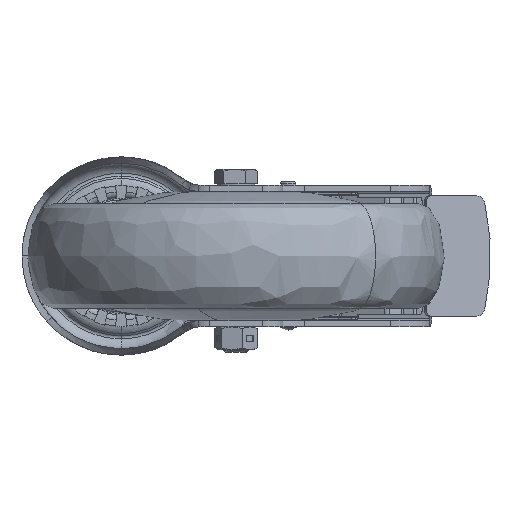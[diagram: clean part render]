
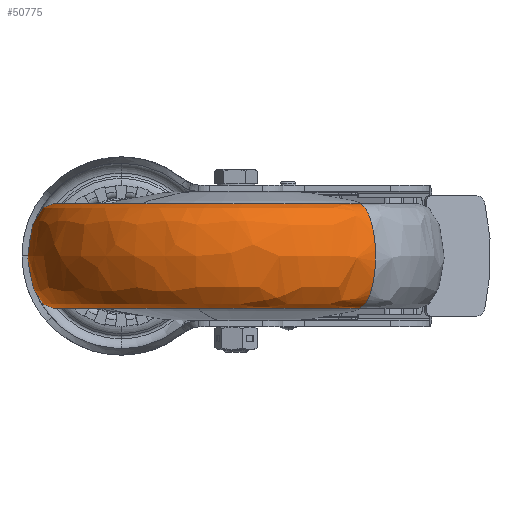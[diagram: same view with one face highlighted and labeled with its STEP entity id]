
A CAD part, front view. The second image highlights one B-rep face of the part: STEP entity #50775.
In plain terms, the highlighted free-form (B-spline) face has degree [3, 3] with [4, 4] control points.
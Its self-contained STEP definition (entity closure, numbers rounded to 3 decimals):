
#4154 = DIRECTION ( 'NONE',  ( -0.668, 0.744, 0. ) ) ;
#5608 = CARTESIAN_POINT ( 'NONE',  ( -16.675, -313.055, -25. ) ) ;
#5953 = CARTESIAN_POINT ( 'NONE',  ( 113.487, -196.081, -25. ) ) ;
#8978 = CIRCLE ( 'NONE', #11155, 87.5 ) ;
#10045 = ORIENTED_EDGE ( 'NONE', *, *, #50408, .F. ) ;
#10429 = CARTESIAN_POINT ( 'NONE',  ( -20.197, -47.324, -25. ) ) ;
#11060 = CARTESIAN_POINT ( 'NONE',  ( -133.649, -182.893, 25. ) ) ;
#11155 = AXIS2_PLACEMENT_3D ( 'NONE', #33717, #23926, #4154 ) ;
#11422 = FACE_OUTER_BOUND ( 'NONE', #38488, .T. ) ;
#11764 = CARTESIAN_POINT ( 'NONE',  ( -20.197, -47.324, 25. ) ) ;
#12048 = CARTESIAN_POINT ( 'NONE',  ( -20.197, -47.324, 25. ) ) ;
#12262 = EDGE_CURVE ( 'NONE', #62142, #45867, #40330, .T. ) ;
#13916 = DIRECTION ( 'NONE',  ( 0., 0., -1. ) ) ;
#15897 = CARTESIAN_POINT ( 'NONE',  ( -37.154, -365.07, 25. ) ) ;
#16897 = CARTESIAN_POINT ( 'NONE',  ( -187.549, -197.719, 25. ) ) ;
#17370 = CIRCLE ( 'NONE', #52999, 87.5 ) ;
#18774 =( BOUNDED_CURVE ( )  B_SPLINE_CURVE ( 3, ( #22124, #36007, #57242, #26575 ),
 .UNSPECIFIED., .F., .T. ) 
 B_SPLINE_CURVE_WITH_KNOTS ( ( 4, 4 ),
 ( 0., 3.142 ),
 .UNSPECIFIED. ) 
 CURVE ( )  GEOMETRIC_REPRESENTATION_ITEM ( )  RATIONAL_B_SPLINE_CURVE ( ( 1., 0.333, 0.333, 1. ) ) 
 REPRESENTATION_ITEM ( '' )  );
#20652 = EDGE_CURVE ( 'NONE', #31068, #62142, #8978, .T. ) ;
#21345 = CARTESIAN_POINT ( 'NONE',  ( 130.197, -214.676, -25. ) ) ;
#22124 = CARTESIAN_POINT ( 'NONE',  ( 113.487, -196.081, 25. ) ) ;
#23489 = CARTESIAN_POINT ( 'NONE',  ( 55., -131., -25. ) ) ;
#23926 = DIRECTION ( 'NONE',  ( 0., 0., -1. ) ) ;
#23972 =( BOUNDED_SURFACE ( )  B_SPLINE_SURFACE ( 3, 3, ( 
 ( #42565, #47642, #11060, #26778 ),
 ( #32160, #15897, #16897, #11764 ),
 ( #21345, #27408, #41928, #10429 ),
 ( #5953, #5608, #31502, #52004 ) ),
 .UNSPECIFIED., .F., .F., .T. ) 
 B_SPLINE_SURFACE_WITH_KNOTS ( ( 4, 4 ),
 ( 4, 4 ),
 ( 0., 1. ),
 ( 0., 1. ),
 .UNSPECIFIED. ) 
 GEOMETRIC_REPRESENTATION_ITEM ( )  RATIONAL_B_SPLINE_SURFACE ( (
 ( 1., 0.333, 0.333, 1.),
 ( 0.333, 0.111, 0.111, 0.333),
 ( 0.333, 0.111, 0.111, 0.333),
 ( 1., 0.333, 0.333, 1.) ) ) 
 REPRESENTATION_ITEM ( '' )  SURFACE ( )  );
#24808 = CARTESIAN_POINT ( 'NONE',  ( -3.487, -65.919, 25. ) ) ;
#26575 = CARTESIAN_POINT ( 'NONE',  ( 113.487, -196.081, -25. ) ) ;
#26778 = CARTESIAN_POINT ( 'NONE',  ( -3.487, -65.919, 25. ) ) ;
#27408 = CARTESIAN_POINT ( 'NONE',  ( -37.154, -365.07, -25. ) ) ;
#28685 = CARTESIAN_POINT ( 'NONE',  ( -20.197, -47.324, -25. ) ) ;
#31068 = VERTEX_POINT ( 'NONE', #42216 ) ;
#31502 = CARTESIAN_POINT ( 'NONE',  ( -133.649, -182.893, -25. ) ) ;
#32160 = CARTESIAN_POINT ( 'NONE',  ( 130.197, -214.676, 25. ) ) ;
#32388 = ORIENTED_EDGE ( 'NONE', *, *, #12262, .T. ) ;
#32643 = CARTESIAN_POINT ( 'NONE',  ( -3.487, -65.919, -25. ) ) ;
#33717 = CARTESIAN_POINT ( 'NONE',  ( 55., -131., 25. ) ) ;
#34603 = DIRECTION ( 'NONE',  ( -0.668, 0.744, 0. ) ) ;
#36007 = CARTESIAN_POINT ( 'NONE',  ( 130.197, -214.676, 25. ) ) ;
#38488 = EDGE_LOOP ( 'NONE', ( #64413, #63380, #32388, #10045 ) ) ;
#40330 =( BOUNDED_CURVE ( )  B_SPLINE_CURVE ( 3, ( #58367, #12048, #28685, #54287 ),
 .UNSPECIFIED., .F., .F. ) 
 B_SPLINE_CURVE_WITH_KNOTS ( ( 4, 4 ),
 ( 0., 3.142 ),
 .UNSPECIFIED. ) 
 CURVE ( )  GEOMETRIC_REPRESENTATION_ITEM ( )  RATIONAL_B_SPLINE_CURVE ( ( 1., 0.333, 0.333, 1. ) ) 
 REPRESENTATION_ITEM ( '' )  );
#41928 = CARTESIAN_POINT ( 'NONE',  ( -187.549, -197.719, -25. ) ) ;
#42216 = CARTESIAN_POINT ( 'NONE',  ( 113.487, -196.081, 25. ) ) ;
#42565 = CARTESIAN_POINT ( 'NONE',  ( 113.487, -196.081, 25. ) ) ;
#45819 = VERTEX_POINT ( 'NONE', #45836 ) ;
#45836 = CARTESIAN_POINT ( 'NONE',  ( 113.487, -196.081, -25. ) ) ;
#45867 = VERTEX_POINT ( 'NONE', #32643 ) ;
#47642 = CARTESIAN_POINT ( 'NONE',  ( -16.675, -313.055, 25. ) ) ;
#50408 = EDGE_CURVE ( 'NONE', #45819, #45867, #17370, .T. ) ;
#50775 = ADVANCED_FACE ( 'NONE', ( #11422 ), #23972, .F. ) ;
#52004 = CARTESIAN_POINT ( 'NONE',  ( -3.487, -65.919, -25. ) ) ;
#52999 = AXIS2_PLACEMENT_3D ( 'NONE', #23489, #13916, #34603 ) ;
#54287 = CARTESIAN_POINT ( 'NONE',  ( -3.487, -65.919, -25. ) ) ;
#57242 = CARTESIAN_POINT ( 'NONE',  ( 130.197, -214.676, -25. ) ) ;
#58367 = CARTESIAN_POINT ( 'NONE',  ( -3.487, -65.919, 25. ) ) ;
#62142 = VERTEX_POINT ( 'NONE', #24808 ) ;
#63380 = ORIENTED_EDGE ( 'NONE', *, *, #20652, .T. ) ;
#64413 = ORIENTED_EDGE ( 'NONE', *, *, #65250, .F. ) ;
#65250 = EDGE_CURVE ( 'NONE', #31068, #45819, #18774, .T. ) ;
